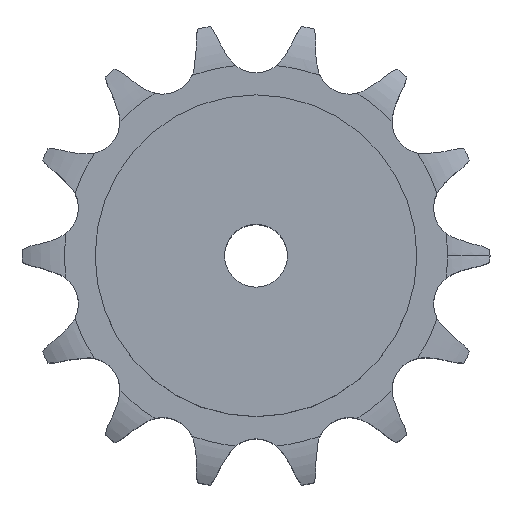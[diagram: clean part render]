
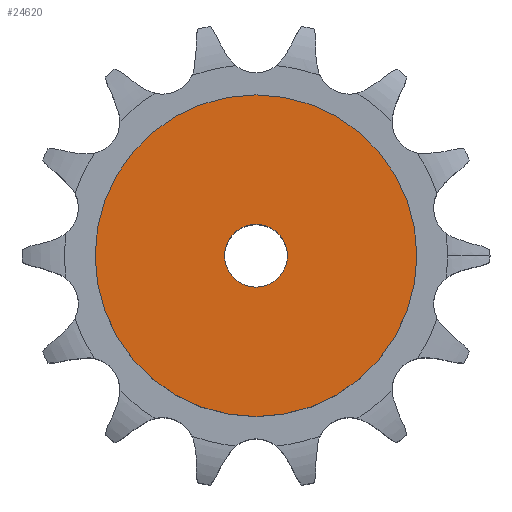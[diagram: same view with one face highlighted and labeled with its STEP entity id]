
A CAD part, top view. The second image highlights one B-rep face of the part: STEP entity #24620.
In plain terms, the highlighted planar face has unit normal (0, 0, 1).
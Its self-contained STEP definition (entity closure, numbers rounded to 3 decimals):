
#13272 = CYLINDRICAL_SURFACE('',#13273,12.5);
#13273 = AXIS2_PLACEMENT_3D('',#13274,#13275,#13276);
#13274 = CARTESIAN_POINT('',(0.,0.,312.172));
#13275 = DIRECTION('',(0.,0.,1.));
#13276 = DIRECTION('',(1.,0.,0.));
#16876 = EDGE_CURVE('',#16877,#16877,#16879,.T.);
#16877 = VERTEX_POINT('',#16878);
#16878 = CARTESIAN_POINT('',(12.5,0.,100.));
#16879 = SURFACE_CURVE('',#16880,(#16885,#16892),.PCURVE_S1.);
#16880 = CIRCLE('',#16881,12.5);
#16881 = AXIS2_PLACEMENT_3D('',#16882,#16883,#16884);
#16882 = CARTESIAN_POINT('',(0.,0.,100.));
#16883 = DIRECTION('',(0.,0.,1.));
#16884 = DIRECTION('',(1.,0.,0.));
#16885 = PCURVE('',#13272,#16886);
#16886 = DEFINITIONAL_REPRESENTATION('',(#16887),#16891);
#16887 = LINE('',#16888,#16889);
#16888 = CARTESIAN_POINT('',(0.,-212.172));
#16889 = VECTOR('',#16890,1.);
#16890 = DIRECTION('',(1.,0.));
#16891 = ( GEOMETRIC_REPRESENTATION_CONTEXT(2) 
PARAMETRIC_REPRESENTATION_CONTEXT() REPRESENTATION_CONTEXT('2D SPACE',''
  ) );
#16892 = PCURVE('',#16893,#16898);
#16893 = PLANE('',#16894);
#16894 = AXIS2_PLACEMENT_3D('',#16895,#16896,#16897);
#16895 = CARTESIAN_POINT('',(0.,0.,100.
    ));
#16896 = DIRECTION('',(0.,0.,1.));
#16897 = DIRECTION('',(1.,0.,0.));
#16898 = DEFINITIONAL_REPRESENTATION('',(#16899),#16903);
#16899 = CIRCLE('',#16900,12.5);
#16900 = AXIS2_PLACEMENT_2D('',#16901,#16902);
#16901 = CARTESIAN_POINT('',(0.,0.));
#16902 = DIRECTION('',(1.,0.));
#16903 = ( GEOMETRIC_REPRESENTATION_CONTEXT(2) 
PARAMETRIC_REPRESENTATION_CONTEXT() REPRESENTATION_CONTEXT('2D SPACE',''
  ) );
#24620 = ADVANCED_FACE('',(#24621,#24652),#16893,.T.);
#24621 = FACE_BOUND('',#24622,.T.);
#24622 = EDGE_LOOP('',(#24623));
#24623 = ORIENTED_EDGE('',*,*,#24624,.T.);
#24624 = EDGE_CURVE('',#24625,#24625,#24627,.T.);
#24625 = VERTEX_POINT('',#24626);
#24626 = CARTESIAN_POINT('',(64.,0.,100.));
#24627 = SURFACE_CURVE('',#24628,(#24633,#24640),.PCURVE_S1.);
#24628 = CIRCLE('',#24629,64.);
#24629 = AXIS2_PLACEMENT_3D('',#24630,#24631,#24632);
#24630 = CARTESIAN_POINT('',(0.,0.,100.));
#24631 = DIRECTION('',(0.,0.,1.));
#24632 = DIRECTION('',(1.,0.,0.));
#24633 = PCURVE('',#16893,#24634);
#24634 = DEFINITIONAL_REPRESENTATION('',(#24635),#24639);
#24635 = CIRCLE('',#24636,64.);
#24636 = AXIS2_PLACEMENT_2D('',#24637,#24638);
#24637 = CARTESIAN_POINT('',(0.,0.));
#24638 = DIRECTION('',(1.,0.));
#24639 = ( GEOMETRIC_REPRESENTATION_CONTEXT(2) 
PARAMETRIC_REPRESENTATION_CONTEXT() REPRESENTATION_CONTEXT('2D SPACE',''
  ) );
#24640 = PCURVE('',#24641,#24646);
#24641 = CYLINDRICAL_SURFACE('',#24642,64.);
#24642 = AXIS2_PLACEMENT_3D('',#24643,#24644,#24645);
#24643 = CARTESIAN_POINT('',(0.,0.,0.));
#24644 = DIRECTION('',(-0.,-0.,-1.));
#24645 = DIRECTION('',(1.,0.,0.));
#24646 = DEFINITIONAL_REPRESENTATION('',(#24647),#24651);
#24647 = LINE('',#24648,#24649);
#24648 = CARTESIAN_POINT('',(-0.,-100.));
#24649 = VECTOR('',#24650,1.);
#24650 = DIRECTION('',(-1.,0.));
#24651 = ( GEOMETRIC_REPRESENTATION_CONTEXT(2) 
PARAMETRIC_REPRESENTATION_CONTEXT() REPRESENTATION_CONTEXT('2D SPACE',''
  ) );
#24652 = FACE_BOUND('',#24653,.T.);
#24653 = EDGE_LOOP('',(#24654));
#24654 = ORIENTED_EDGE('',*,*,#16876,.F.);
